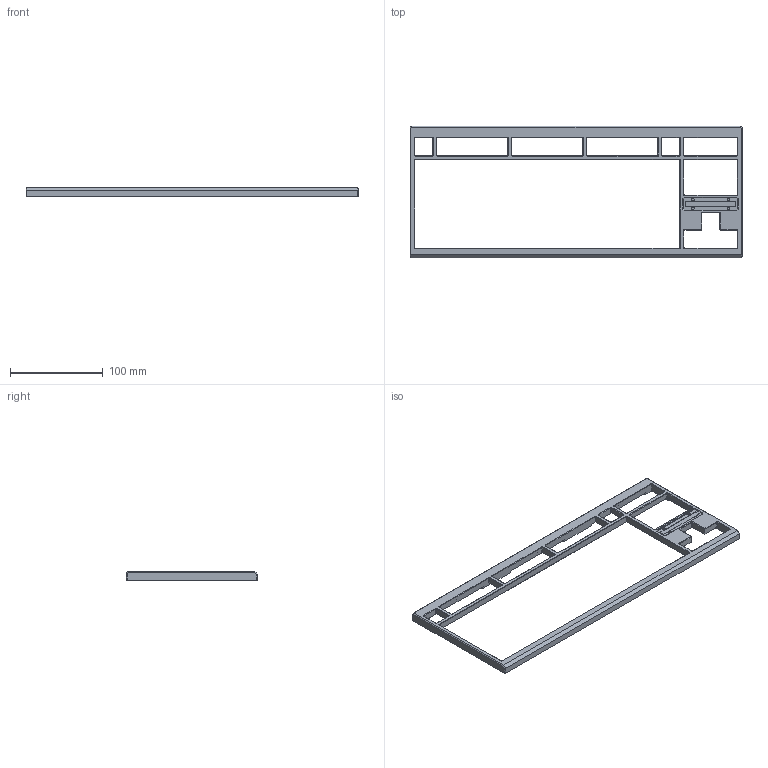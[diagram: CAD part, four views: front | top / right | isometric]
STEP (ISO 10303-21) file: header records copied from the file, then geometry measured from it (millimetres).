
FILE_DESCRIPTION(/* description */ (''),/* implementation_level */ '2;1');
FILE_NAME(/* name */ 'TOPCASE.step',/* time_stamp */ '2022-12-24T16:06:30-05:00',/* author */ (''),/* organization */ (''),/* preprocessor_version */ 'ST-DEVELOPER v19.2',/* originating_system */ 'Autodesk Translation Framework v11.17.0.187',/* authorisation */ '');
FILE_SCHEMA (('AUTOMOTIVE_DESIGN { 1 0 10303 214 3 1 1 }'));
Length unit declared in the file: millimetre
Products named in the file (1): TOPCASE
Bounding box: 358.16 x 141.56 x 9.5 mm (x, y, z)
Volume: 104867.3 mm3; surface area: 53104.2 mm2
Topology: 1 solids, 1 shells, 557 faces, 1448 edges, 908 vertices
Faces by surface type: plane 273, bspline 228, cylinder 36, cone 20
Full cylindrical faces by diameter (mm): 3 x16
Entity records: 24834 total; most frequent: CARTESIAN_POINT 12046, ORIENTED_EDGE 2896, DIRECTION 2200, EDGE_CURVE 1448, VERTEX_POINT 908, LINE 900, VECTOR 900, AXIS2_PLACEMENT_3D 650
